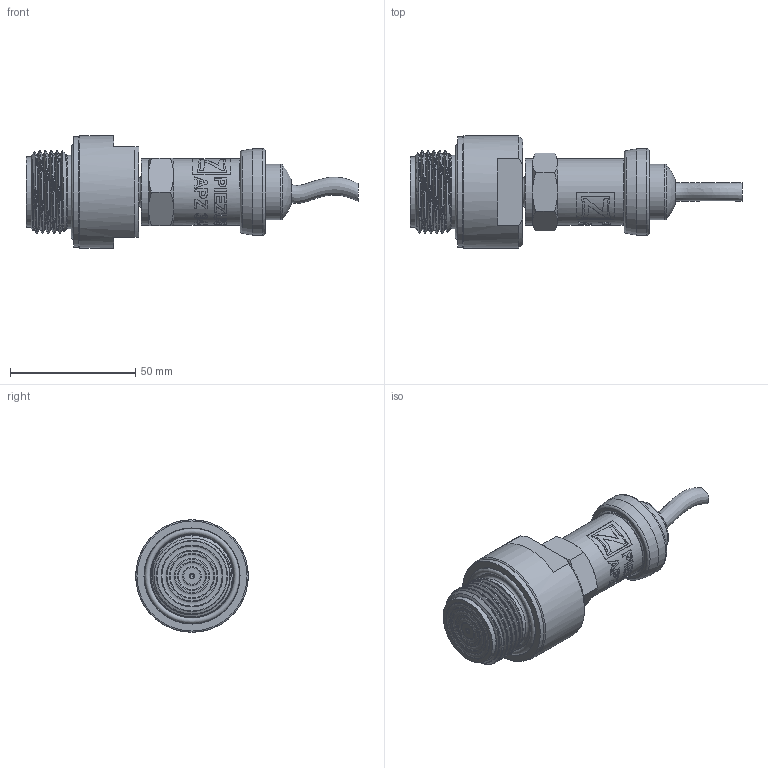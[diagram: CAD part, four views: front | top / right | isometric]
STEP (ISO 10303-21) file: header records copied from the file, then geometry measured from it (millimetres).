
FILE_DESCRIPTION(/* description */ (''),/* implementation_level */ '2;1');
FILE_NAME(/* name */ 'APZ3420m_G1DIN-flush_5.step',/* time_stamp */ '2021-07-06T15:14:15+03:00',/* author */ (''),/* organization */ (''),/* preprocessor_version */ 'ST-DEVELOPER v18.1',/* originating_system */ 'Autodesk Translation Framework v10.9.0.1377',/* authorisation */ '');
FILE_SCHEMA (('AUTOMOTIVE_DESIGN { 1 0 10303 214 3 1 1 }'));
Length unit declared in the file: millimetre
Products named in the file (7): АПЗ 3420м заполненная; G 1/4 EN; Stainless steel cable gland assembly; Stainless steel cable gland; Stainless steel cable gland nut; wire; G1DIN diaphragm 28 v7
Assembly tree (6 placements, depth 3):
  АПЗ 3420м заполненная
    G 1/4 EN
    Stainless steel cable gland assembly
      Stainless steel cable gland
      Stainless steel cable gland nut
      wire
    G1DIN diaphragm 28 v7
Bounding box: 132.73 x 45 x 45 mm (x, y, z)
Volume: 87285.1 mm3; surface area: 24379.9 mm2
Topology: 7 solids, 7 shells, 496 faces, 1300 edges, 859 vertices
Faces by surface type: bspline 284, cylinder 91, plane 64, cone 30, torus 26, sphere 1
Full cylindrical faces by diameter (mm): 2 x1, 3.3 x1, 4 x1, 5 x2, 5.1 x1, 7.2 x1, 9.5 x2, 11 x1, 11.445 x4, 13 x1, 13.157 x9, 21.4 x1, 22.3 x2, 22.4 x1, 24.5 x1, 25.132 x4, 25.526 x2, 26.5 x5, 27.208 x3, 27.7 x1, 28 x1, 29.5 x1, 30.291 x5, 33.6 x1, 34.5 x1, 38 x1, 44 x1, 45 x1
Entity records: 34056 total; most frequent: CARTESIAN_POINT 23695, ORIENTED_EDGE 2598, EDGE_CURVE 1299, DIRECTION 1225, VERTEX_POINT 859, B_SPLINE_CURVE_WITH_KNOTS 683, EDGE_LOOP 546, FACE_OUTER_BOUND 496
